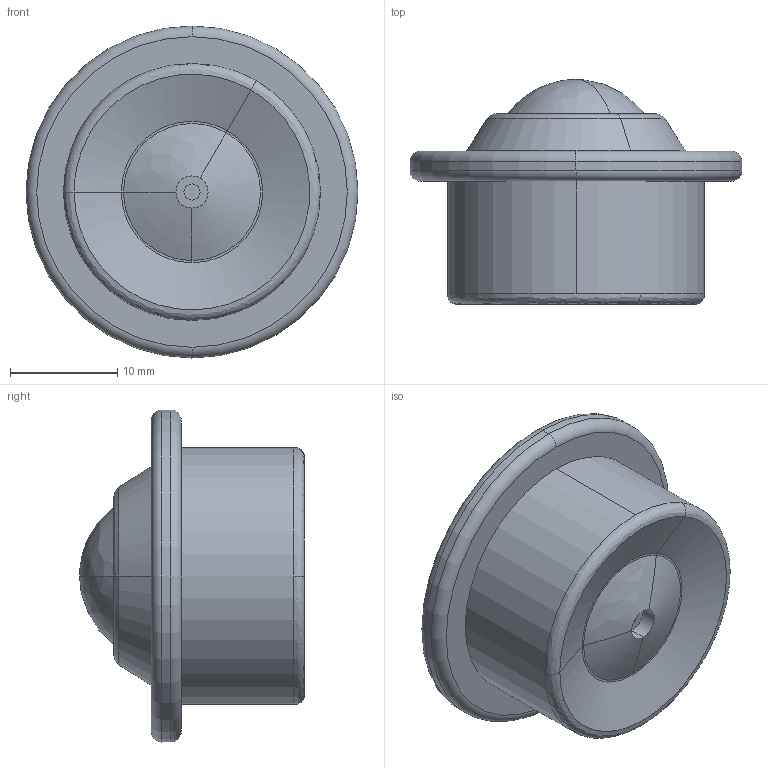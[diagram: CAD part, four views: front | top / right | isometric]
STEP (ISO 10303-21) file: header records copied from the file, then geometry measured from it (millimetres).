
FILE_DESCRIPTION (( 'STEP AP214' ), '1' );
FILE_NAME ('0017480_KR-B-15.step', '2017-11-06T12:06:59', ( '' ), ( '' ), 'SwSTEP 2.0', 'SolidWorks 2016', '' );
FILE_SCHEMA (( 'AUTOMOTIVE_DESIGN' ));
Length unit declared in the file: millimetre
Products named in the file (1): 0017480_KR-B-15
Bounding box: 31 x 21 x 31 mm (x, y, z)
Surface area: 3620.7 mm2 (no closed solid volume)
Topology: 0 solids, 4 shells, 34 faces, 75 edges, 42 vertices
Faces by surface type: bspline 13, torus 8, cylinder 8, plane 4, sphere 1
Entity records: 1029 total; most frequent: CARTESIAN_POINT 289, DIRECTION 146, ORIENTED_EDGE 134, EDGE_CURVE 70, AXIS2_PLACEMENT_3D 68, CIRCLE 46, VERTEX_POINT 42, EDGE_LOOP 35
